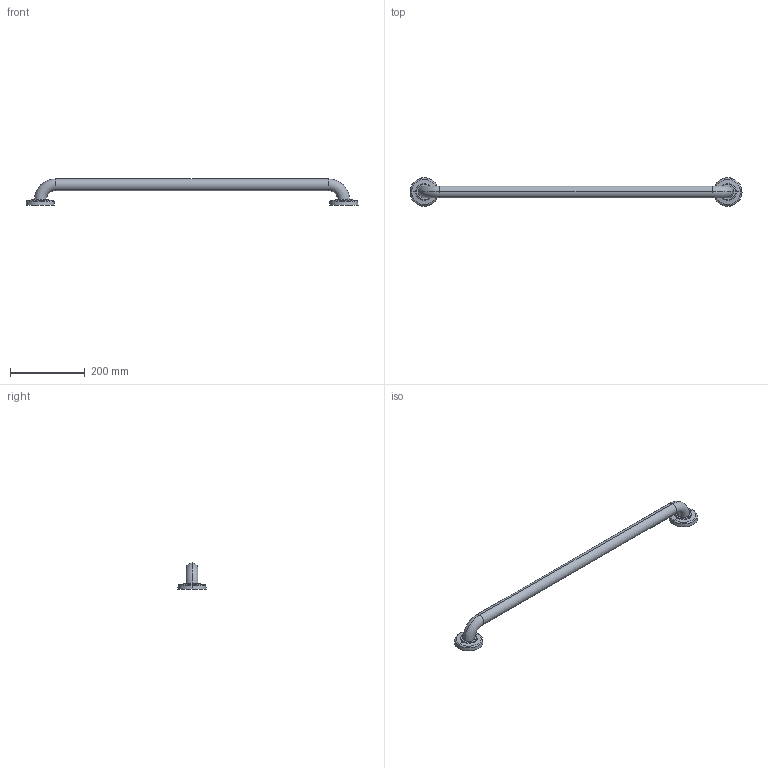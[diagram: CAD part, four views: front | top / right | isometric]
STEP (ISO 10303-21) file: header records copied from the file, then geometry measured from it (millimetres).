
FILE_DESCRIPTION((''),'2;1');
FILE_NAME('0364','2021-07-08T14:36:49',('jinson.thomas'),(''),'CREO PARAMETRIC BY PTC INC, 2018400','CREO PARAMETRIC BY PTC INC, 2018400','');
FILE_SCHEMA(('CONFIG_CONTROL_DESIGN'));
Length unit declared in the file: inch
Products named in the file (1): 0364
Bounding box: 889 x 76.2 x 69.85 mm (x, y, z)
Volume: 794567.7 mm3; surface area: 106744.3 mm2
Topology: 1 solids, 1 shells, 32 faces, 62 edges, 36 vertices
Faces by surface type: torus 12, cylinder 6, plane 6, sphere 4, bspline 4
Entity records: 1046 total; most frequent: CARTESIAN_POINT 330, DIRECTION 166, ORIENTED_EDGE 124, AXIS2_PLACEMENT_3D 80, EDGE_CURVE 62, CIRCLE 52, VERTEX_POINT 36, EDGE_LOOP 36
